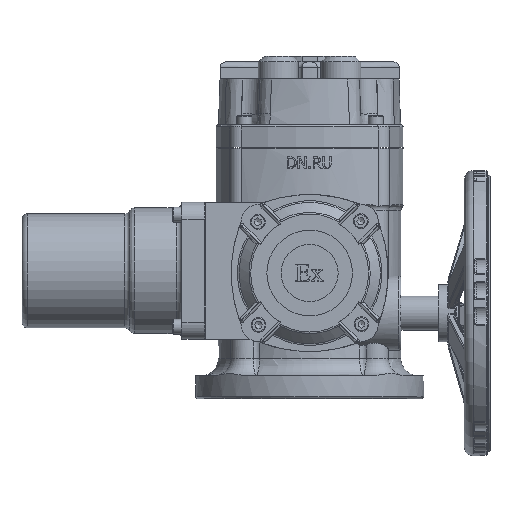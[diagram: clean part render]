
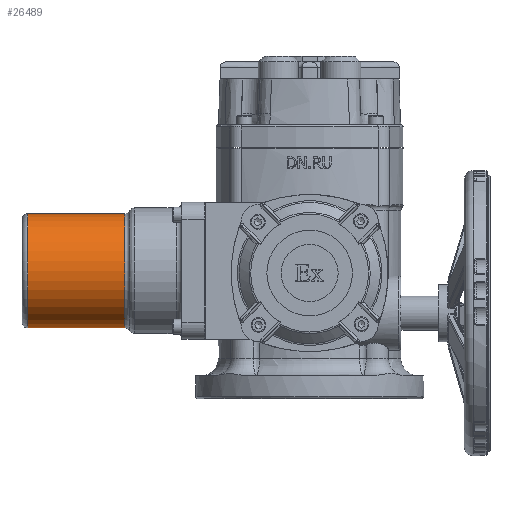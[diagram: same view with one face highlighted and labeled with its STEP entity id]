
A CAD part, left-side view. The second image highlights one B-rep face of the part: STEP entity #26489.
In plain terms, the highlighted cylindrical face has radius 50 mm (diameter 100 mm), a full revolution.
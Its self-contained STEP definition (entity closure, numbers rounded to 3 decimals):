
#2285=LINE('',#55035,#3789);
#3789=VECTOR('',#35482,50.);
#4387=CYLINDRICAL_SURFACE('',#29157,50.);
#5743=FACE_OUTER_BOUND('',#7339,.T.);
#7339=EDGE_LOOP('',(#22340,#22341,#22342,#22343,#22344));
#8800=CIRCLE('',#29154,50.);
#8801=CIRCLE('',#29155,50.);
#8803=CIRCLE('',#29158,50.);
#11791=VERTEX_POINT('',#55027);
#11792=VERTEX_POINT('',#55028);
#11793=VERTEX_POINT('',#55033);
#15362=EDGE_CURVE('',#11791,#11792,#8800,.T.);
#15363=EDGE_CURVE('',#11792,#11791,#8801,.T.);
#15365=EDGE_CURVE('',#11793,#11793,#8803,.T.);
#15366=EDGE_CURVE('',#11793,#11792,#2285,.T.);
#22340=ORIENTED_EDGE('',*,*,#15365,.F.);
#22341=ORIENTED_EDGE('',*,*,#15366,.T.);
#22342=ORIENTED_EDGE('',*,*,#15362,.F.);
#22343=ORIENTED_EDGE('',*,*,#15363,.F.);
#22344=ORIENTED_EDGE('',*,*,#15366,.F.);
#26489=ADVANCED_FACE('',(#5743),#4387,.T.);
#29154=AXIS2_PLACEMENT_3D('',#55029,#35472,#35473);
#29155=AXIS2_PLACEMENT_3D('',#55030,#35474,#35475);
#29157=AXIS2_PLACEMENT_3D('',#55032,#35478,#35479);
#29158=AXIS2_PLACEMENT_3D('',#55034,#35480,#35481);
#35472=DIRECTION('center_axis',(0.,0.,-1.));
#35473=DIRECTION('ref_axis',(-1.,0.,0.));
#35474=DIRECTION('center_axis',(0.,0.,-1.));
#35475=DIRECTION('ref_axis',(-1.,0.,0.));
#35478=DIRECTION('center_axis',(0.,0.,1.));
#35479=DIRECTION('ref_axis',(1.,0.,0.));
#35480=DIRECTION('center_axis',(0.,0.,1.));
#35481=DIRECTION('ref_axis',(-1.,0.,0.));
#35482=DIRECTION('',(0.,0.,-1.));
#55027=CARTESIAN_POINT('',(18.211,-112.,162.));
#55028=CARTESIAN_POINT('',(-81.789,-112.,162.));
#55029=CARTESIAN_POINT('Origin',(-31.789,-112.,162.));
#55030=CARTESIAN_POINT('Origin',(-31.789,-112.,162.));
#55032=CARTESIAN_POINT('Origin',(-31.789,-112.,157.));
#55033=CARTESIAN_POINT('',(-81.789,-112.,247.));
#55034=CARTESIAN_POINT('Origin',(-31.789,-112.,247.));
#55035=CARTESIAN_POINT('',(-81.789,-112.,157.));
